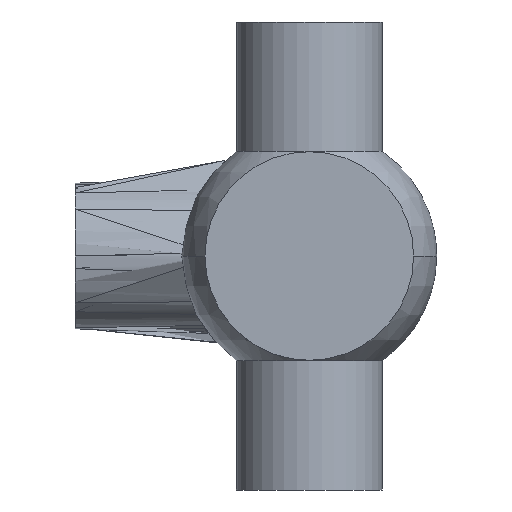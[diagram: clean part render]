
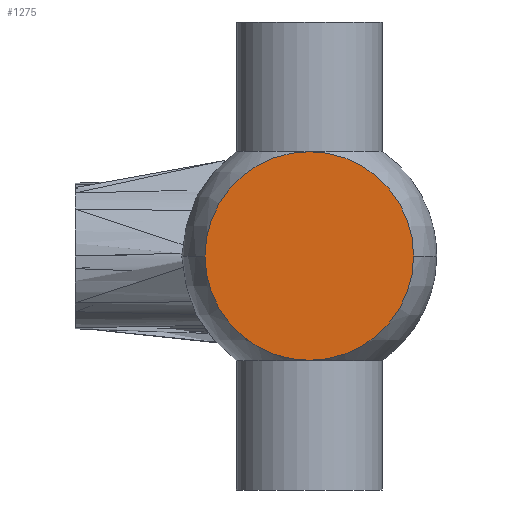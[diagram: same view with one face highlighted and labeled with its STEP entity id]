
A CAD part, front view. The second image highlights one B-rep face of the part: STEP entity #1275.
In plain terms, the highlighted planar face has unit normal (0, -1, 0).
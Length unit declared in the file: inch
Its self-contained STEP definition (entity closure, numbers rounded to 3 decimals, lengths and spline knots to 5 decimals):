
#118 = FACE_OUTER_BOUND ( 'NONE', #929, .T. ) ;
#227 = AXIS2_PLACEMENT_3D ( 'NONE', #564, #562, #561 ) ;
#242 = CIRCLE ( 'NONE', #442, 1.79 ) ;
#349 = CIRCLE ( 'NONE', #622, 1.79 ) ;
#375 = CARTESIAN_POINT ( 'NONE',  ( 1.79, -7.256, 0. ) ) ;
#442 = AXIS2_PLACEMENT_3D ( 'NONE', #885, #883, #882 ) ;
#561 = DIRECTION ( 'NONE',  ( -1., 0., 0. ) ) ;
#562 = DIRECTION ( 'NONE',  ( 0., 1., 0. ) ) ;
#564 = CARTESIAN_POINT ( 'NONE',  ( 0., -7.256, 0. ) ) ;
#568 = PLANE ( 'NONE',  #227 ) ;
#622 = AXIS2_PLACEMENT_3D ( 'NONE', #1367, #1366, #1365 ) ;
#833 = VERTEX_POINT ( 'NONE', #1378 ) ;
#872 = EDGE_CURVE ( 'NONE', #1370, #833, #349, .T. ) ;
#882 = DIRECTION ( 'NONE',  ( -1., 0., 0. ) ) ;
#883 = DIRECTION ( 'NONE',  ( 0., 1., 0. ) ) ;
#885 = CARTESIAN_POINT ( 'NONE',  ( 0., -7.256, 0. ) ) ;
#929 = EDGE_LOOP ( 'NONE', ( #1389, #1023 ) ) ;
#1023 = ORIENTED_EDGE ( 'NONE', *, *, #872, .F. ) ;
#1077 = EDGE_CURVE ( 'NONE', #833, #1370, #242, .T. ) ;
#1275 = ADVANCED_FACE ( 'NONE', ( #118 ), #568, .F. ) ;
#1365 = DIRECTION ( 'NONE',  ( -1., 0., 0. ) ) ;
#1366 = DIRECTION ( 'NONE',  ( 0., 1., 0. ) ) ;
#1367 = CARTESIAN_POINT ( 'NONE',  ( 0., -7.256, 0. ) ) ;
#1370 = VERTEX_POINT ( 'NONE', #375 ) ;
#1378 = CARTESIAN_POINT ( 'NONE',  ( -1.79, -7.256, 0. ) ) ;
#1389 = ORIENTED_EDGE ( 'NONE', *, *, #1077, .F. ) ;
